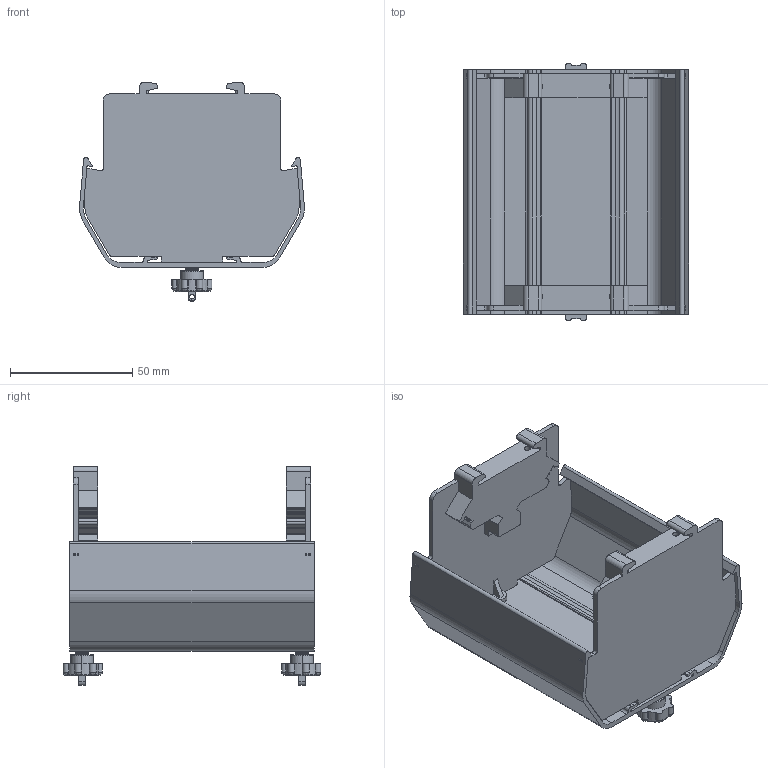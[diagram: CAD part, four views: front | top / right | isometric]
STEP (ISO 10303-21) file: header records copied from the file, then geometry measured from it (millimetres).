
FILE_DESCRIPTION((''),'2;1');
FILE_NAME('DAFDFA_ASM','2023-11-02T',('dell'),(''),'PRO/ENGINEER BY PARAMETRIC TECHNOLOGY CORPORATION, 2013230','PRO/ENGINEER BY PARAMETRIC TECHNOLOGY CORPORATION, 2013230','');
FILE_SCHEMA(('AUTOMOTIVE_DESIGN { 1 0 10303 214 1 1 1 1 }'));
Products named in the file (1): DAFDFA_ASM
Bounding box: 92.06 x 105.32 x 89.56 mm (x, y, z)
Volume: 70234 mm3; surface area: 65950.6 mm2
Topology: 1 solids, 13 shells, 978 faces, 2785 edges, 1799 vertices
Faces by surface type: cylinder 442, plane 318, bspline 134, cone 64, torus 20
Entity records: 61282 total; most frequent: CARTESIAN_POINT 30678, ORIENTED_EDGE 5474, DIRECTION 4280, EDGE_CURVE 2755, VERTEX_POINT 1799, AXIS2_PLACEMENT_3D 1482, VECTOR 1316, LINE 1316
